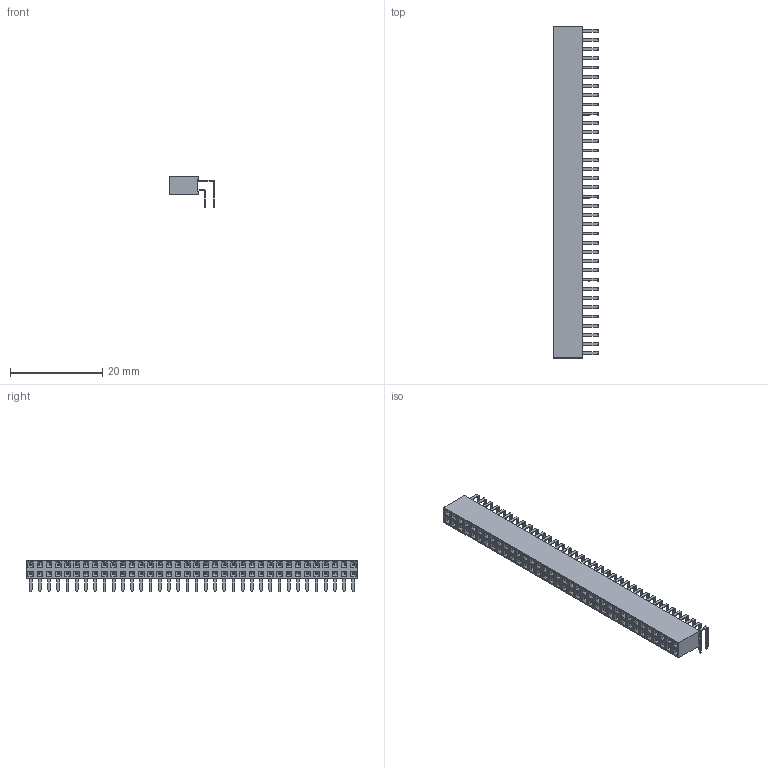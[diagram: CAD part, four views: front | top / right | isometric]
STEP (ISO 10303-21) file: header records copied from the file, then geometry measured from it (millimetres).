
FILE_DESCRIPTION(/* description */ ('model of PinSocket_2x36_P2.00mm_Horizontal'),/* implementation_level */ '2;1');
FILE_NAME(/* name */ 'PinSocket_2x36_P2.00mm_Horizontal.step',/* time_stamp */ '1970-01-01T00:00:00',/* author */ ('KiCAD','kicad'),/* organization */ ('OCCT'),/* preprocessor_version */ '',/* originating_system */ 'KiCAD',/* authorisation */ '');
FILE_SCHEMA(('AUTOMOTIVE_DESIGN { 1 0 10303 214 1 1 1 1 }'));
Length unit declared in the file: millimetre
Products named in the file (1): PinSocket_2x36_P2.00mm_Horizontal
Bounding box: 9.72 x 72 x 6.9 mm (x, y, z)
Volume: 1709.2 mm3; surface area: 3390 mm2
Topology: 1 solids, 1 shells, 2170 faces, 5784 edges, 3760 vertices
Faces by surface type: plane 2026, cylinder 144
Entity records: 42746 total; most frequent: ORIENTED_EDGE 8676, EDGE_CURVE 5784, CARTESIAN_POINT 5420, LINE 5206, VERTEX_POINT 3760, FACE_BOUND 2314, EDGE_LOOP 2314, ADVANCED_FACE 2170
